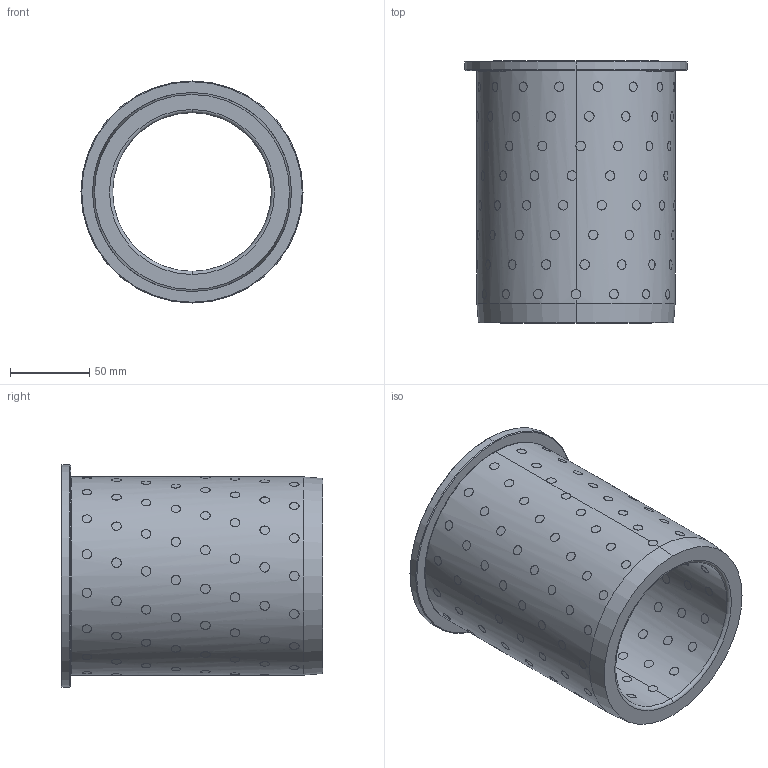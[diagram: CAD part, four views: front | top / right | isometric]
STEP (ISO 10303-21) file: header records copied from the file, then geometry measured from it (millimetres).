
FILE_DESCRIPTION (( 'STEP AP214' ), '1' );
FILE_NAME ('JUM-PAD-D100-L165.STEP', '2021-10-19T02:41:50', ( '' ), ( '' ), 'SwSTEP 2.0', 'SolidWorks 2016', '' );
FILE_SCHEMA (( 'AUTOMOTIVE_DESIGN' ));
Length unit declared in the file: millimetre
Products named in the file (133): ʯī-L12.5; JNM-PAD-D100-L165; JUM-PAD-D100-L165
Assembly tree (130 placements, depth 2):
  ʯī-L12.5
  ʯī-L12.5
  ʯī-L12.5
  ʯī-L12.5
  ʯī-L12.5
Bounding box: 140 x 165 x 140 mm (x, y, z)
Volume: 743328.6 mm3; surface area: 190936.3 mm2
Topology: 129 solids, 129 shells, 793 faces, 1623 edges, 1078 vertices
Faces by surface type: cylinder 520, plane 259, cone 10, torus 4
Entity records: 28242 total; most frequent: CARTESIAN_POINT 18282, ORIENTED_EDGE 1720, DIRECTION 1202, EDGE_CURVE 860, VERTEX_POINT 568, B_SPLINE_CURVE_WITH_KNOTS 537, EDGE_LOOP 532, AXIS2_PLACEMENT_3D 457
